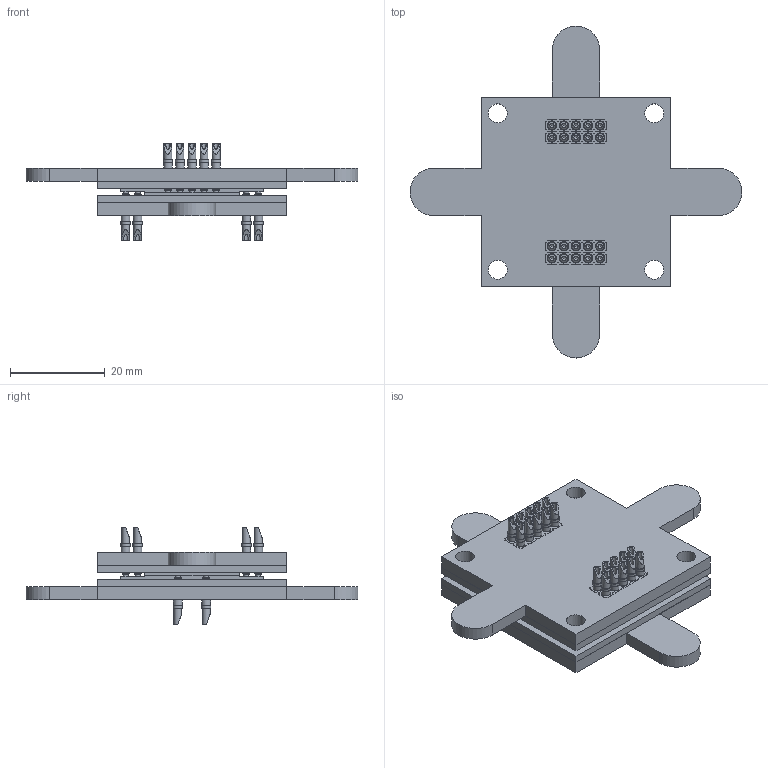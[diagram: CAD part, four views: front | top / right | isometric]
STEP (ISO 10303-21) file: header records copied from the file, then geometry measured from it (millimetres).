
FILE_DESCRIPTION(/* description */ (''),/* implementation_level */ '2;1');
FILE_NAME(/* name */ 'Side-1.step',/* time_stamp */ '2020-12-02T13:09:15-07:00',/* author */ (''),/* organization */ (''),/* preprocessor_version */ 'ST-DEVELOPER v18.1',/* originating_system */ 'Autodesk Translation Framework v9.3.0.1241',/* authorisation */ '');
FILE_SCHEMA (('AUTOMOTIVE_DESIGN { 1 0 10303 214 3 1 1 }'));
Length unit declared in the file: millimetre
Products named in the file (17): TCA-Assmbly; mill-max-824-22-005-00-001000; TCA Test Structure; mill-max-824-22-005-00-001000_1; mill-max-824-22-002-00-001000; mill-max-824-22-002-00-001000_1; mill-max-824-22-002-00-001000_2; mill-max-824-22-002-00-001000_3; mill-max-824-22-002-00-001000_P3XX-18-010-00-090000_P302-18-010-00-09
0000; mill-max-824-22-002-00-001000_0933_default; mill-max-824-22-005-00-001000_2; mill-max-824-22-005-00-001000_3; mill-max-824-22-005-00-001000_P3XX-18-010-00-090000_P305-18-010-00-09
0000; mill-max-824-22-005-00-001000_0933_default; Component13; Component14; Component16
Assembly tree (49 placements, depth 3):
  TCA-Assmbly
    mill-max-824-22-005-00-001000
      mill-max-824-22-005-00-001000_P3XX-18-010-00-090000_P305-18-010-00-09
0000
      mill-max-824-22-005-00-001000_0933_default  x5
    TCA Test Structure
    mill-max-824-22-005-00-001000_1
      mill-max-824-22-005-00-001000_P3XX-18-010-00-090000_P305-18-010-00-09
0000
      mill-max-824-22-005-00-001000_0933_default  x5
    mill-max-824-22-002-00-001000
      mill-max-824-22-002-00-001000_P3XX-18-010-00-090000_P302-18-010-00-09
0000
      mill-max-824-22-002-00-001000_0933_default  x2
    mill-max-824-22-002-00-001000_1
      mill-max-824-22-002-00-001000_P3XX-18-010-00-090000_P302-18-010-00-09
0000
      mill-max-824-22-002-00-001000_0933_default  x2
    mill-max-824-22-002-00-001000_2
      mill-max-824-22-002-00-001000_P3XX-18-010-00-090000_P302-18-010-00-09
0000
      mill-max-824-22-002-00-001000_0933_default  x2
    mill-max-824-22-002-00-001000_3
      mill-max-824-22-002-00-001000_P3XX-18-010-00-090000_P302-18-010-00-09
0000
      mill-max-824-22-002-00-001000_0933_default  x2
    mill-max-824-22-005-00-001000_2
      mill-max-824-22-005-00-001000_P3XX-18-010-00-090000_P305-18-010-00-09
0000
      mill-max-824-22-005-00-001000_0933_default  x5
    mill-max-824-22-005-00-001000_3
      mill-max-824-22-005-00-001000_P3XX-18-010-00-090000_P305-18-010-00-09
0000
      mill-max-824-22-005-00-001000_0933_default  x5
    Component13
    Component14
    Component16  x2
Bounding box: 70 x 70 x 20.43 mm (x, y, z)
Volume: 13064.5 mm3; surface area: 16447.9 mm2
Topology: 41 solids, 41 shells, 1106 faces, 2644 edges, 1716 vertices
Faces by surface type: plane 742, cylinder 252, cone 84, sphere 28
Full cylindrical faces by diameter (mm): 0.889 x28, 1.062 x28, 1.499 x28, 1.549 x28, 1.603 x36, 1.651 x28, 1.829 x28, 1.981 x28, 4 x16
Entity records: 12934 total; most frequent: CARTESIAN_POINT 2218, ORIENTED_EDGE 2114, DIRECTION 2073, EDGE_CURVE 1057, LINE 955, VECTOR 955, VERTEX_POINT 704, AXIS2_PLACEMENT_3D 559
